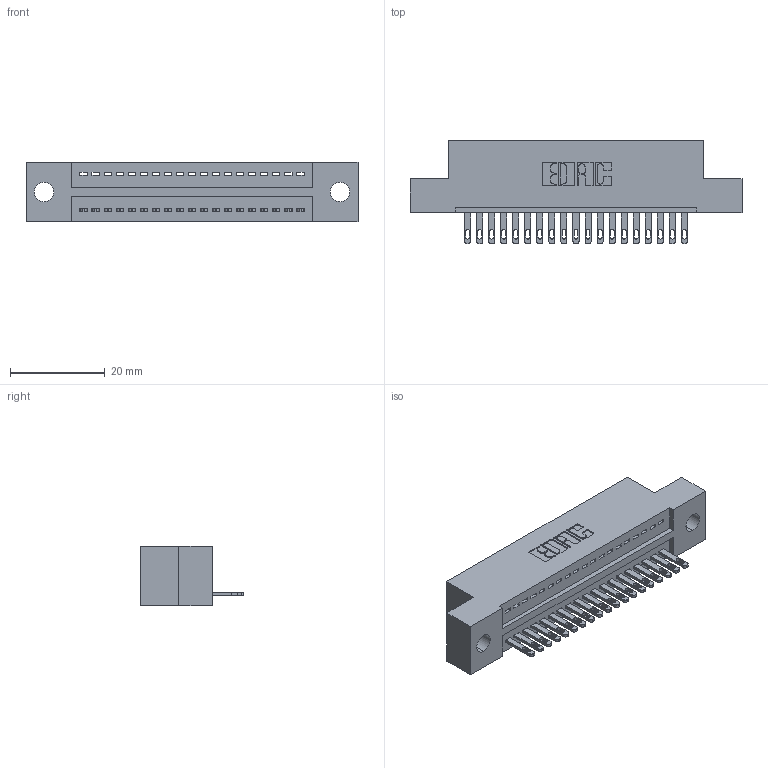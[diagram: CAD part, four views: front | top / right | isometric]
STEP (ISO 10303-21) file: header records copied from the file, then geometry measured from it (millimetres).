
FILE_DESCRIPTION (( 'STEP AP203' ), '1' );
FILE_NAME ('325-019-500-109.STEP', '2020-02-24T16:49:00', ( '' ), ( '' ), 'SwSTEP 2.0', 'SolidWorks 2016', '' );
FILE_SCHEMA (( 'CONFIG_CONTROL_DESIGN' ));
Length unit declared in the file: inch
Products named in the file (3): 325-292-001_325-293-100; 325-019-500-109; 325 Part_.160 TH
Assembly tree (20 placements, depth 2):
  325-019-500-109
    325 Part_.160 TH
    325-292-001_325-293-100  x19
Bounding box: 69.98 x 21.84 x 12.45 mm (x, y, z)
Volume: 8483.7 mm3; surface area: 8818.5 mm2
Topology: 20 solids, 20 shells, 1140 faces, 3503 edges, 2334 vertices
Faces by surface type: plane 754, cylinder 386
Entity records: 14523 total; most frequent: CARTESIAN_POINT 2515, ORIENTED_EDGE 2470, DIRECTION 2169, EDGE_CURVE 1235, LINE 1103, VECTOR 1103, VERTEX_POINT 822, AXIS2_PLACEMENT_3D 533
